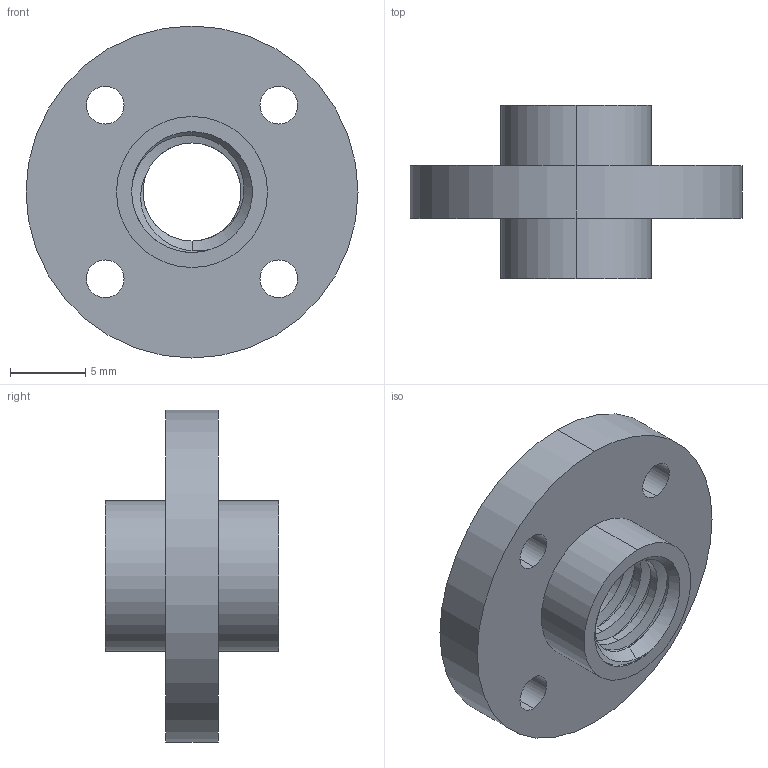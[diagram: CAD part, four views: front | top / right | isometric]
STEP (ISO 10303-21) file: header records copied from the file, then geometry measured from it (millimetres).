
FILE_DESCRIPTION(('STEP AP214'),'1');
FILE_NAME('1187-B2P-A.step','2014-03-27T09:59:34',(' '),(' '),'Spatial InterOp 3D',' ',' ');
FILE_SCHEMA(('automotive_design'));
Length unit declared in the file: metre
Products named in the file (1): 1
Bounding box: 22 x 11.5 x 22 mm (x, y, z)
Volume: 1411.6 mm3; surface area: 1682.2 mm2
Topology: 1 solids, 1 shells, 58 faces, 157 edges, 103 vertices
Faces by surface type: cylinder 46, cone 6, plane 4, bspline 2
Entity records: 10871 total; most frequent: CARTESIAN_POINT 9079, ORIENTED_EDGE 314, DIRECTION 234, EDGE_CURVE 157, VERTEX_POINT 103, AXIS2_PLACEMENT_3D 93, EDGE_LOOP 70, STYLED_ITEM 59
